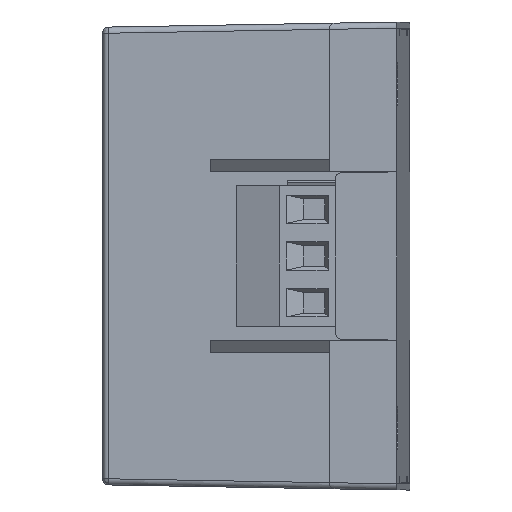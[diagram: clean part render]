
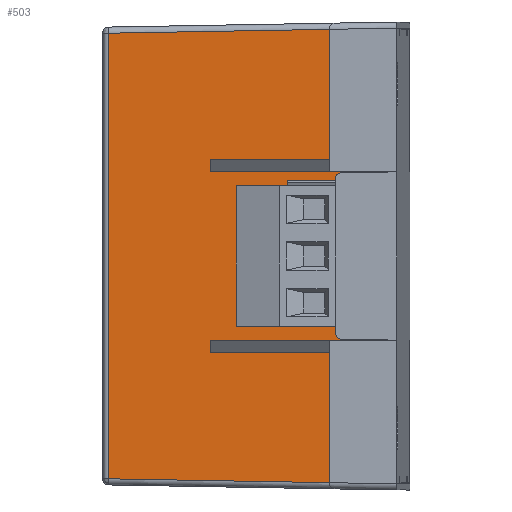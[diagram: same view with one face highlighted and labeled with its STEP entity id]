
A CAD part, left-side view. The second image highlights one B-rep face of the part: STEP entity #503.
In plain terms, the highlighted face is planar.
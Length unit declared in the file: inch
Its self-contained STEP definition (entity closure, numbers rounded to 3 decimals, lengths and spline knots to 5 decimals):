
#158 = DIRECTION ( 'NONE',  ( 0., 0., -1. ) ) ;
#361 = CARTESIAN_POINT ( 'NONE',  ( 1.32299, -0.25787, -0.0738 ) ) ;
#503 = ADVANCED_FACE ( 'NONE', ( #2542 ), #2452, .T. ) ;
#700 = VERTEX_POINT ( 'NONE', #9489 ) ;
#846 = AXIS2_PLACEMENT_3D ( 'NONE', #7742, #1159, #3673 ) ;
#1066 = VECTOR ( 'NONE', #3099, 39.37008 ) ;
#1159 = DIRECTION ( 'NONE',  ( 1., 0.017, 0. ) ) ;
#1389 = CARTESIAN_POINT ( 'NONE',  ( 1.32677, -0.47441, -0.30917 ) ) ;
#1421 = EDGE_CURVE ( 'NONE', #1757, #7367, #10395, .T. ) ;
#1430 = LINE ( 'NONE', #2636, #7673 ) ;
#1687 = CARTESIAN_POINT ( 'NONE',  ( 1.32299, -0.25787, -0.0738 ) ) ;
#1757 = VERTEX_POINT ( 'NONE', #8706 ) ;
#2452 = PLANE ( 'NONE',  #846 ) ;
#2542 = FACE_OUTER_BOUND ( 'NONE', #2593, .T. ) ;
#2593 = EDGE_LOOP ( 'NONE', ( #10355, #9209, #5250, #7767, #16019, #5558, #15279, #3081, #7337, #7023, #7665, #12973 ) ) ;
#2636 = CARTESIAN_POINT ( 'NONE',  ( 1.31625, 0.12855, -0.0738 ) ) ;
#2671 = VECTOR ( 'NONE', #4235, 39.37008 ) ;
#2866 = VERTEX_POINT ( 'NONE', #11351 ) ;
#2881 = VERTEX_POINT ( 'NONE', #4754 ) ;
#3081 = ORIENTED_EDGE ( 'NONE', *, *, #10641, .T. ) ;
#3099 = DIRECTION ( 'NONE',  ( 0., 0., -1. ) ) ;
#3124 = EDGE_CURVE ( 'NONE', #13595, #10662, #7981, .T. ) ;
#3126 = CARTESIAN_POINT ( 'NONE',  ( 1.32299, -0.25787, 0.30894 ) ) ;
#3231 = CARTESIAN_POINT ( 'NONE',  ( 1.31625, 0.12855, 0.26957 ) ) ;
#3269 = LINE ( 'NONE', #5855, #1066 ) ;
#3393 = DIRECTION ( 'NONE',  ( 0.017, -1., 0.017 ) ) ;
#3517 = CARTESIAN_POINT ( 'NONE',  ( 1.31625, 0.12855, 0.30894 ) ) ;
#3659 = VECTOR ( 'NONE', #6668, 39.37008 ) ;
#3673 = DIRECTION ( 'NONE',  ( 0.017, -1., 0. ) ) ;
#3738 = EDGE_CURVE ( 'NONE', #1757, #15574, #10735, .T. ) ;
#3795 = CARTESIAN_POINT ( 'NONE',  ( 1.32368, -0.29724, -0.2698 ) ) ;
#4119 = CARTESIAN_POINT ( 'NONE',  ( 1.32368, -0.29724, 0.26957 ) ) ;
#4188 = LINE ( 'NONE', #1687, #4485 ) ;
#4228 = VECTOR ( 'NONE', #16801, 39.37008 ) ;
#4235 = DIRECTION ( 'NONE',  ( 0., 0., -1. ) ) ;
#4485 = VECTOR ( 'NONE', #13923, 39.37008 ) ;
#4573 = EDGE_CURVE ( 'NONE', #2866, #12845, #4188, .T. ) ;
#4754 = CARTESIAN_POINT ( 'NONE',  ( 1.31625, 0.12855, 0.26957 ) ) ;
#5250 = ORIENTED_EDGE ( 'NONE', *, *, #3738, .F. ) ;
#5558 = ORIENTED_EDGE ( 'NONE', *, *, #3124, .T. ) ;
#5855 = CARTESIAN_POINT ( 'NONE',  ( 1.31625, 0.12855, -0.0738 ) ) ;
#5938 = LINE ( 'NONE', #361, #2671 ) ;
#6523 = LINE ( 'NONE', #16266, #15932 ) ;
#6668 = DIRECTION ( 'NONE',  ( 0.017, -1., 0. ) ) ;
#6829 = CARTESIAN_POINT ( 'NONE',  ( 1.32368, -0.29724, -0.75011 ) ) ;
#6832 = VECTOR ( 'NONE', #13171, 39.37008 ) ;
#6996 = CARTESIAN_POINT ( 'NONE',  ( 1.31055, 0.45507, -0.7142 ) ) ;
#7023 = ORIENTED_EDGE ( 'NONE', *, *, #14291, .T. ) ;
#7108 = LINE ( 'NONE', #14567, #6832 ) ;
#7323 = EDGE_CURVE ( 'NONE', #7367, #13595, #1430, .T. ) ;
#7337 = ORIENTED_EDGE ( 'NONE', *, *, #10524, .T. ) ;
#7367 = VERTEX_POINT ( 'NONE', #8837 ) ;
#7463 = CARTESIAN_POINT ( 'NONE',  ( 1.31055, 0.45507, 0.71398 ) ) ;
#7665 = ORIENTED_EDGE ( 'NONE', *, *, #4573, .T. ) ;
#7673 = VECTOR ( 'NONE', #158, 39.37008 ) ;
#7742 = CARTESIAN_POINT ( 'NONE',  ( 1.32677, -0.47441, -0.0738 ) ) ;
#7767 = ORIENTED_EDGE ( 'NONE', *, *, #1421, .T. ) ;
#7981 = LINE ( 'NONE', #1389, #3659 ) ;
#8463 = VERTEX_POINT ( 'NONE', #6996 ) ;
#8706 = CARTESIAN_POINT ( 'NONE',  ( 1.32368, -0.29724, -0.2698 ) ) ;
#8748 = DIRECTION ( 'NONE',  ( -0.017, 1., 0. ) ) ;
#8837 = CARTESIAN_POINT ( 'NONE',  ( 1.31625, 0.12855, -0.2698 ) ) ;
#8884 = CARTESIAN_POINT ( 'NONE',  ( 1.32299, -0.25787, -0.72665 ) ) ;
#9209 = ORIENTED_EDGE ( 'NONE', *, *, #11536, .T. ) ;
#9269 = EDGE_CURVE ( 'NONE', #13376, #2881, #3269, .T. ) ;
#9405 = DIRECTION ( 'NONE',  ( -0.017, 1., 0.017 ) ) ;
#9489 = CARTESIAN_POINT ( 'NONE',  ( 1.31055, 0.45507, 0.71398 ) ) ;
#10355 = ORIENTED_EDGE ( 'NONE', *, *, #9269, .T. ) ;
#10372 = CARTESIAN_POINT ( 'NONE',  ( 1.31625, 0.12855, -0.30917 ) ) ;
#10395 = LINE ( 'NONE', #3795, #11638 ) ;
#10407 = LINE ( 'NONE', #7463, #12358 ) ;
#10524 = EDGE_CURVE ( 'NONE', #8463, #700, #7108, .T. ) ;
#10641 = EDGE_CURVE ( 'NONE', #14085, #8463, #6523, .T. ) ;
#10662 = VERTEX_POINT ( 'NONE', #15131 ) ;
#10735 = LINE ( 'NONE', #6829, #14444 ) ;
#11205 = DIRECTION ( 'NONE',  ( 0.017, -1., 0. ) ) ;
#11351 = CARTESIAN_POINT ( 'NONE',  ( 1.32299, -0.25787, 0.72643 ) ) ;
#11536 = EDGE_CURVE ( 'NONE', #2881, #15574, #12553, .T. ) ;
#11554 = LINE ( 'NONE', #15430, #4228 ) ;
#11638 = VECTOR ( 'NONE', #8748, 39.37008 ) ;
#12358 = VECTOR ( 'NONE', #3393, 39.37008 ) ;
#12553 = LINE ( 'NONE', #3231, #14575 ) ;
#12845 = VERTEX_POINT ( 'NONE', #3126 ) ;
#12973 = ORIENTED_EDGE ( 'NONE', *, *, #16546, .T. ) ;
#13171 = DIRECTION ( 'NONE',  ( 0., 0., 1. ) ) ;
#13351 = EDGE_CURVE ( 'NONE', #10662, #14085, #5938, .T. ) ;
#13376 = VERTEX_POINT ( 'NONE', #3517 ) ;
#13595 = VERTEX_POINT ( 'NONE', #10372 ) ;
#13923 = DIRECTION ( 'NONE',  ( 0., 0., -1. ) ) ;
#14085 = VERTEX_POINT ( 'NONE', #8884 ) ;
#14291 = EDGE_CURVE ( 'NONE', #700, #2866, #10407, .T. ) ;
#14334 = DIRECTION ( 'NONE',  ( 0., 0., 1. ) ) ;
#14444 = VECTOR ( 'NONE', #14334, 39.37008 ) ;
#14567 = CARTESIAN_POINT ( 'NONE',  ( 1.31055, 0.45507, -0.0738 ) ) ;
#14575 = VECTOR ( 'NONE', #11205, 39.37008 ) ;
#15131 = CARTESIAN_POINT ( 'NONE',  ( 1.32299, -0.25787, -0.30917 ) ) ;
#15279 = ORIENTED_EDGE ( 'NONE', *, *, #13351, .T. ) ;
#15430 = CARTESIAN_POINT ( 'NONE',  ( 1.32677, -0.47441, 0.30894 ) ) ;
#15574 = VERTEX_POINT ( 'NONE', #4119 ) ;
#15932 = VECTOR ( 'NONE', #9405, 39.37008 ) ;
#16019 = ORIENTED_EDGE ( 'NONE', *, *, #7323, .T. ) ;
#16266 = CARTESIAN_POINT ( 'NONE',  ( 1.32299, -0.25787, -0.72665 ) ) ;
#16546 = EDGE_CURVE ( 'NONE', #12845, #13376, #11554, .T. ) ;
#16801 = DIRECTION ( 'NONE',  ( -0.017, 1., 0. ) ) ;
